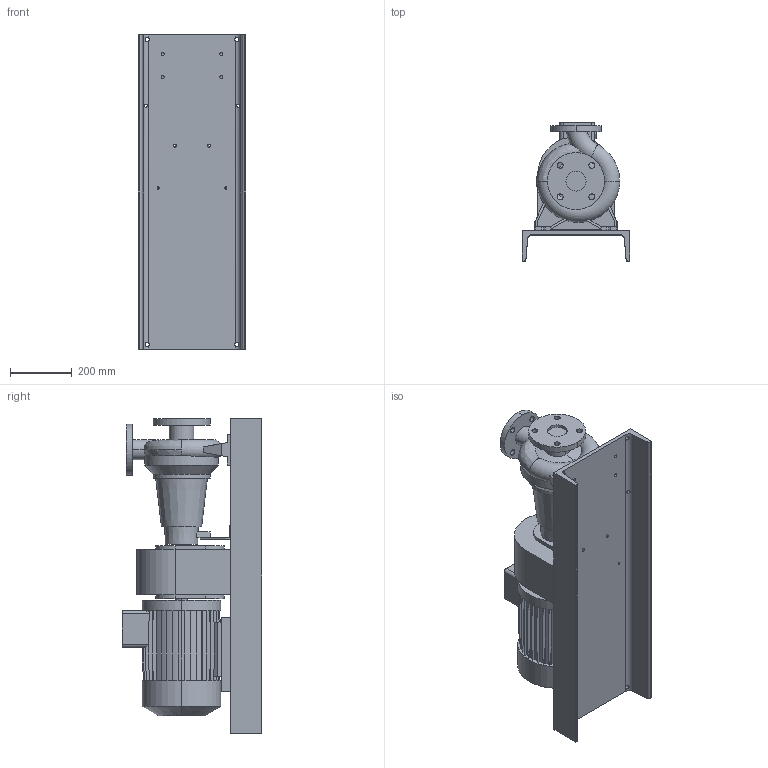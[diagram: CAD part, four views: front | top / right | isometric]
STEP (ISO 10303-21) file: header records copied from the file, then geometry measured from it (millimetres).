
FILE_DESCRIPTION (( 'STEP AP203' ), '1' );
FILE_NAME ('10018071swa00.step', '2023-07-07T12:24:05', ( '' ), ( '' ), 'SwSTEP 2.0', 'SolidWorks 2020', '' );
FILE_SCHEMA (( 'CONFIG_CONTROL_DESIGN' ));
Length unit declared in the file: millimetre
Products named in the file (5): 10018072swp00_132S; 10017783swp00_50-160; 10018071swa00; 10018097swp00_MCG 15 N 50-160 132; 10012573swp00_240
Assembly tree (4 placements, depth 2):
  10018071swa00
    10017783swp00_50-160
    10018097swp00_MCG 15 N 50-160 132
    10018072swp00_132S
    10012573swp00_240
Bounding box: 350 x 452 x 1020 mm (x, y, z)
Volume: 47711417.9 mm3; surface area: 2652439.4 mm2
Topology: 6 solids, 6 shells, 532 faces, 1506 edges, 1001 vertices
Faces by surface type: plane 362, cylinder 153, cone 10, torus 5, bspline 2
Entity records: 19649 total; most frequent: CARTESIAN_POINT 5001, ORIENTED_EDGE 3012, DIRECTION 2843, EDGE_CURVE 1506, LINE 1109, VECTOR 1109, VERTEX_POINT 1001, AXIS2_PLACEMENT_3D 867
